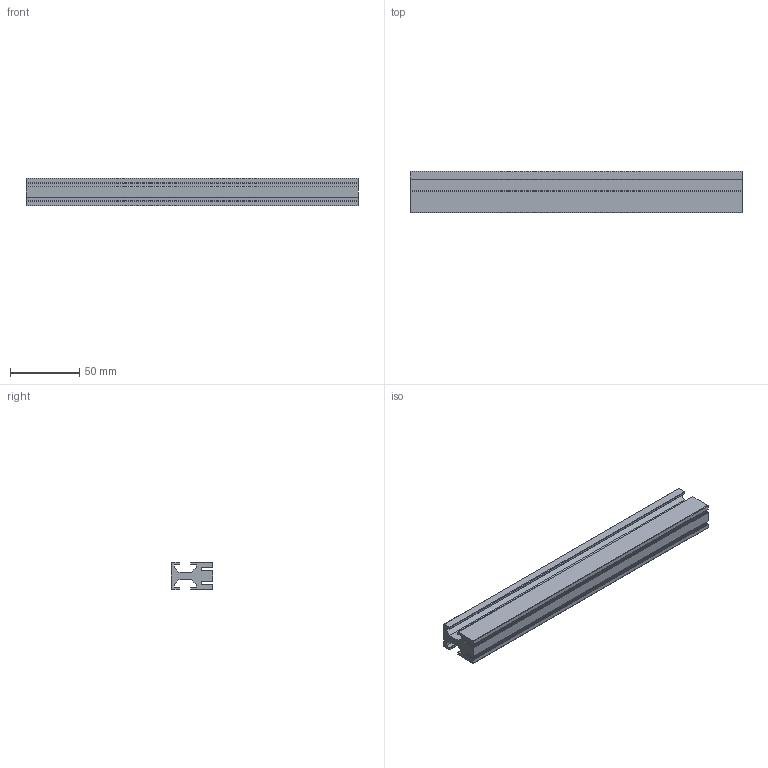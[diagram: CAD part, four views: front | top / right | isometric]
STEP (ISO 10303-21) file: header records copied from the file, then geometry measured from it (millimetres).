
FILE_DESCRIPTION (( 'STEP AP214' ), '1' );
FILE_NAME ('臏倰第.STEP', '2026-01-14T02:19:16', ( '' ), ( '' ), 'SwSTEP 2.0', 'SolidWorks 2024', '' );
FILE_SCHEMA (( 'AUTOMOTIVE_DESIGN' ));
Length unit declared in the file: millimetre
Products named in the file (1): 铝型材
Bounding box: 240 x 30 x 20 mm (x, y, z)
Volume: 91036.9 mm3; surface area: 49350.3 mm2
Topology: 1 solids, 1 shells, 286 faces, 852 edges, 568 vertices
Faces by surface type: cylinder 256, plane 30
Entity records: 9931 total; most frequent: DIRECTION 1938, CARTESIAN_POINT 1707, ORIENTED_EDGE 1704, EDGE_CURVE 852, AXIS2_PLACEMENT_3D 799, VERTEX_POINT 568, CIRCLE 512, LINE 340
